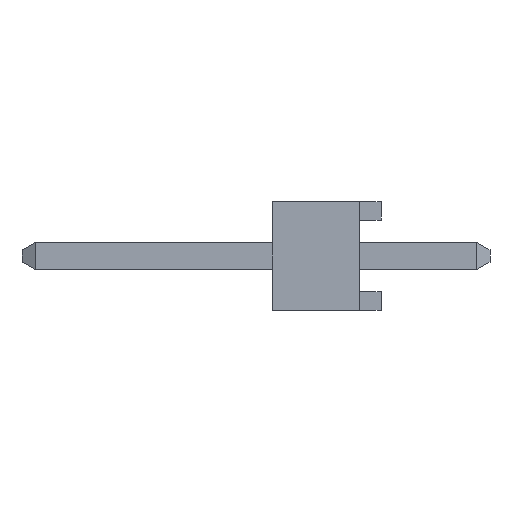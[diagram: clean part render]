
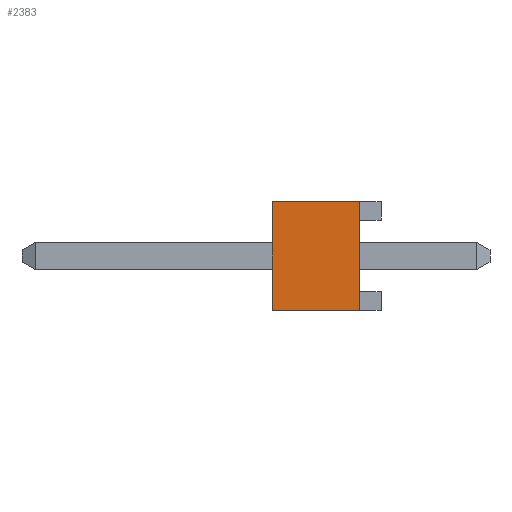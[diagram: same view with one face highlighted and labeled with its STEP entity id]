
A CAD part, left-side view. The second image highlights one B-rep face of the part: STEP entity #2383.
In plain terms, the highlighted planar face has unit normal (-1, 0, 0).
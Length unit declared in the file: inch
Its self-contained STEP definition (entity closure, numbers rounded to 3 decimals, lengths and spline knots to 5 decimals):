
#772 = DIRECTION ( 'NONE',  ( 0., -1., 0. ) ) ;
#773 = VECTOR ( 'NONE', #772, 39.37008 ) ;
#774 = CARTESIAN_POINT ( 'NONE',  ( -0.1, 0.1, -0.05 ) ) ;
#775 = LINE ( 'NONE', #774, #773 ) ;
#1322 = VERTEX_POINT ( 'NONE', #2917 ) ;
#1344 = VERTEX_POINT ( 'NONE', #3013 ) ;
#1358 = EDGE_CURVE ( 'NONE', #1322, #1344, #2950, .T. ) ;
#1379 = EDGE_CURVE ( 'NONE', #1322, #1396, #3067, .T. ) ;
#1381 = VERTEX_POINT ( 'NONE', #3054 ) ;
#1396 = VERTEX_POINT ( 'NONE', #3060 ) ;
#1649 = EDGE_CURVE ( 'NONE', #1344, #1381, #3124, .T. ) ;
#1944 = EDGE_CURVE ( 'NONE', #1396, #1381, #775, .T. ) ;
#2058 = ORIENTED_EDGE ( 'NONE', *, *, #1649, .F. ) ;
#2059 = EDGE_LOOP ( 'NONE', ( #2355, #2058, #2345, #2347 ) ) ;
#2345 = ORIENTED_EDGE ( 'NONE', *, *, #1358, .F. ) ;
#2347 = ORIENTED_EDGE ( 'NONE', *, *, #1379, .T. ) ;
#2355 = ORIENTED_EDGE ( 'NONE', *, *, #1944, .T. ) ;
#2383 = ADVANCED_FACE ( 'NONE', ( #3538 ), #3539, .F. ) ;
#2917 = CARTESIAN_POINT ( 'NONE',  ( -0.1, 0.1, 0.05 ) ) ;
#2947 = DIRECTION ( 'NONE',  ( 0., -1., 0. ) ) ;
#2948 = VECTOR ( 'NONE', #2947, 39.37008 ) ;
#2949 = CARTESIAN_POINT ( 'NONE',  ( -0.1, 0.1, 0.05 ) ) ;
#2950 = LINE ( 'NONE', #2949, #2948 ) ;
#3013 = CARTESIAN_POINT ( 'NONE',  ( -0.1, 0.02, 0.05 ) ) ;
#3054 = CARTESIAN_POINT ( 'NONE',  ( -0.1, 0.02, -0.05 ) ) ;
#3060 = CARTESIAN_POINT ( 'NONE',  ( -0.1, 0.1, -0.05 ) ) ;
#3064 = DIRECTION ( 'NONE',  ( 0., 0., -1. ) ) ;
#3065 = VECTOR ( 'NONE', #3064, 39.37008 ) ;
#3066 = CARTESIAN_POINT ( 'NONE',  ( -0.1, 0.1, 0.05 ) ) ;
#3067 = LINE ( 'NONE', #3066, #3065 ) ;
#3121 = DIRECTION ( 'NONE',  ( 0., 0., -1. ) ) ;
#3122 = VECTOR ( 'NONE', #3121, 39.37008 ) ;
#3123 = CARTESIAN_POINT ( 'NONE',  ( -0.1, 0.02, 0.05 ) ) ;
#3124 = LINE ( 'NONE', #3123, #3122 ) ;
#3538 = FACE_OUTER_BOUND ( 'NONE', #2059, .T. ) ;
#3539 = PLANE ( 'NONE',  #3540 ) ;
#3540 = AXIS2_PLACEMENT_3D ( 'NONE', #3660, #3659, #3658 ) ;
#3658 = DIRECTION ( 'NONE',  ( 0., 1., 0. ) ) ;
#3659 = DIRECTION ( 'NONE',  ( 1., 0., 0. ) ) ;
#3660 = CARTESIAN_POINT ( 'NONE',  ( -0.1, 0.1, 0.05 ) ) ;
